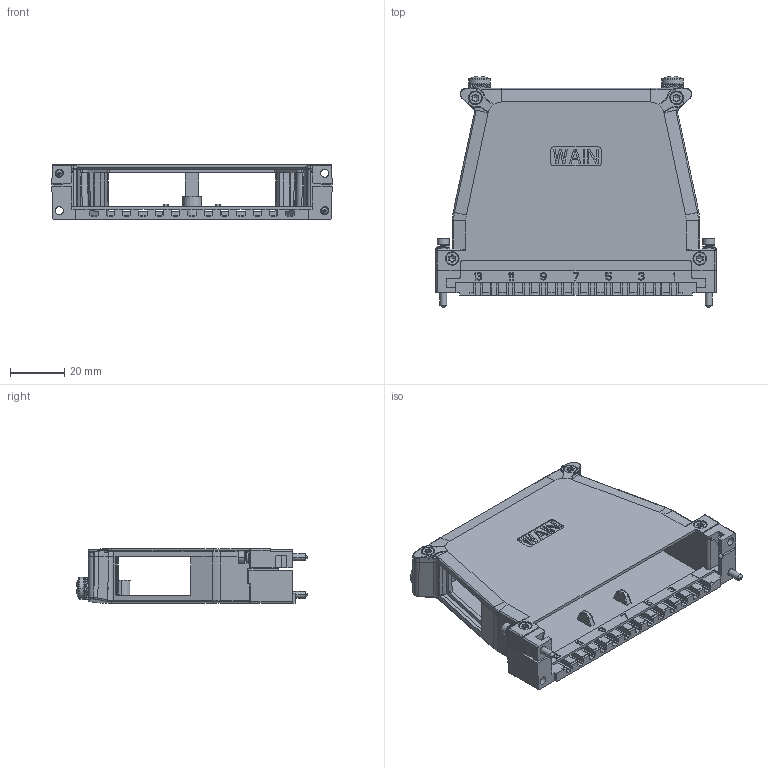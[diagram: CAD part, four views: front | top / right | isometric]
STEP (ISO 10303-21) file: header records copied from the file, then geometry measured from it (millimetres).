
FILE_DESCRIPTION((''),'2;1');
FILE_NAME('3D_1201209001001_W20D-2TE_2SE','2022-06-27T',('cc.ye'),(''),'PRO/ENGINEER BY PARAMETRIC TECHNOLOGY CORPORATION, 2010280','PRO/ENGINEER BY PARAMETRIC TECHNOLOGY CORPORATION, 2010280','');
FILE_SCHEMA(('AUTOMOTIVE_DESIGN { 1 0 10303 214 1 1 1 1 }'));
Products named in the file (1): 3D_1201209001001_W20D-2TE_2SE
Bounding box: 102.9 x 84.91 x 20 mm (x, y, z)
Volume: 29673.1 mm3; surface area: 35791 mm2
Topology: 7 solids, 13 shells, 1556 faces, 4308 edges, 2772 vertices
Faces by surface type: plane 1065, cylinder 303, cone 92, bspline 64, torus 24, sphere 8
Entity records: 82427 total; most frequent: CARTESIAN_POINT 13618, ORIENTED_EDGE 8584, DIRECTION 7398, PRESENTATION_STYLE_ASSIGNMENT 5781, STYLED_ITEM 4299, CURVE_STYLE 4292, EDGE_CURVE 4292, VECTOR 3274
